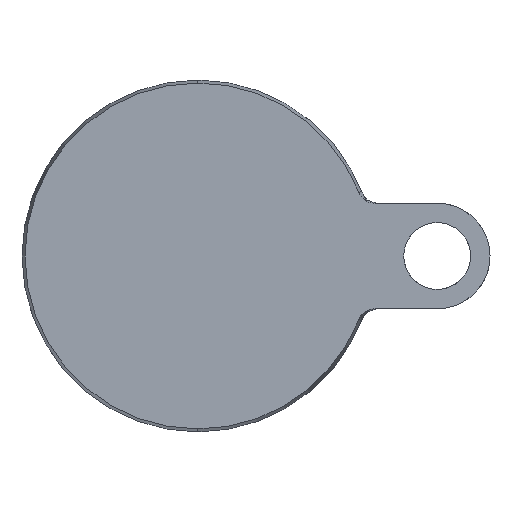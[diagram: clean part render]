
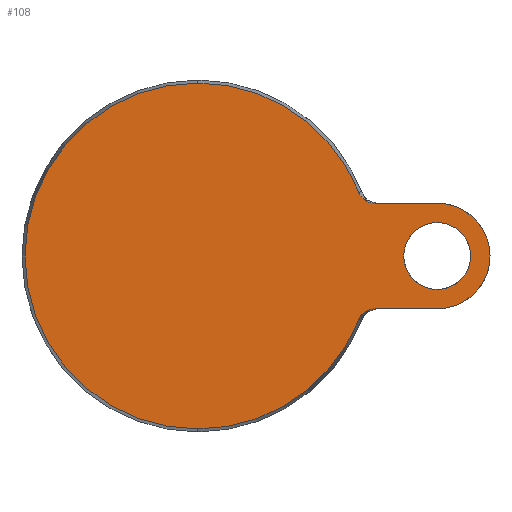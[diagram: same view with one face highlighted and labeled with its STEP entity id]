
A CAD part, front view. The second image highlights one B-rep face of the part: STEP entity #108.
In plain terms, the highlighted planar face has unit normal (0, -1, 0).
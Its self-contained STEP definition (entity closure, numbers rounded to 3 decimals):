
#5 = CARTESIAN_POINT ( 'NONE',  ( 50.366, 0., 15. ) ) ;
#9 = EDGE_CURVE ( 'NONE', #908, #777, #290, .T. ) ;
#25 = AXIS2_PLACEMENT_3D ( 'NONE', #129, #350, #993 ) ;
#44 = ORIENTED_EDGE ( 'NONE', *, *, #278, .F. ) ;
#53 = DIRECTION ( 'NONE',  ( 0., -1., 0. ) ) ;
#67 = CARTESIAN_POINT ( 'NONE',  ( 46.108, 0., 17.258 ) ) ;
#76 = DIRECTION ( 'NONE',  ( 0., 0., -1. ) ) ;
#93 = CARTESIAN_POINT ( 'NONE',  ( 68., 0., 15. ) ) ;
#108 = ADVANCED_FACE ( 'NONE', ( #643, #841 ), #247, .F. ) ;
#119 = CARTESIAN_POINT ( 'NONE',  ( 45.66, 0., 18.169 ) ) ;
#129 = CARTESIAN_POINT ( 'NONE',  ( 0., 0., 0. ) ) ;
#130 = EDGE_CURVE ( 'NONE', #317, #726, #606, .T. ) ;
#131 = CARTESIAN_POINT ( 'NONE',  ( 50.366, 0., -15. ) ) ;
#143 = CARTESIAN_POINT ( 'NONE',  ( 15., 0., 15. ) ) ;
#144 = CARTESIAN_POINT ( 'NONE',  ( 46.575, 0., -16.681 ) ) ;
#145 = AXIS2_PLACEMENT_3D ( 'NONE', #823, #489, #76 ) ;
#163 = VERTEX_POINT ( 'NONE', #267 ) ;
#170 = AXIS2_PLACEMENT_3D ( 'NONE', #585, #700, #301 ) ;
#177 = CARTESIAN_POINT ( 'NONE',  ( 49.86, 0., 15. ) ) ;
#184 = CARTESIAN_POINT ( 'NONE',  ( 49.366, 0., 15.074 ) ) ;
#215 = DIRECTION ( 'NONE',  ( -1., 0., 0. ) ) ;
#218 = EDGE_CURVE ( 'NONE', #560, #1052, #994, .T. ) ;
#220 = DIRECTION ( 'NONE',  ( 0., 0., -1. ) ) ;
#232 = DIRECTION ( 'NONE',  ( 0., 0., 1. ) ) ;
#236 = CARTESIAN_POINT ( 'NONE',  ( 48.637, 0., -15.295 ) ) ;
#244 = CARTESIAN_POINT ( 'NONE',  ( 47.314, 0., -16.005 ) ) ;
#247 = PLANE ( 'NONE',  #491 ) ;
#267 = CARTESIAN_POINT ( 'NONE',  ( 50.366, 0., -15. ) ) ;
#278 = EDGE_CURVE ( 'NONE', #1052, #163, #1072, .T. ) ;
#290 = CIRCLE ( 'NONE', #1190, 49.143 ) ;
#301 = DIRECTION ( 'NONE',  ( 0., 0., 1. ) ) ;
#317 = VERTEX_POINT ( 'NONE', #5 ) ;
#320 = CARTESIAN_POINT ( 'NONE',  ( 15., 0., -15. ) ) ;
#332 = CARTESIAN_POINT ( 'NONE',  ( 0., 0., 49.143 ) ) ;
#350 = DIRECTION ( 'NONE',  ( 0., -1., 0. ) ) ;
#354 = EDGE_CURVE ( 'NONE', #1247, #364, #628, .T. ) ;
#364 = VERTEX_POINT ( 'NONE', #1297 ) ;
#371 = CARTESIAN_POINT ( 'NONE',  ( 49.116, 0., -15.149 ) ) ;
#386 = CARTESIAN_POINT ( 'NONE',  ( 47.322, 0., 16. ) ) ;
#400 = VERTEX_POINT ( 'NONE', #332 ) ;
#411 = ORIENTED_EDGE ( 'NONE', *, *, #1330, .T. ) ;
#429 = EDGE_LOOP ( 'NONE', ( #1308, #450, #1101, #1087, #885, #979, #44, #756 ) ) ;
#439 = EDGE_CURVE ( 'NONE', #726, #400, #556, .T. ) ;
#450 = ORIENTED_EDGE ( 'NONE', *, *, #130, .T. ) ;
#454 = CARTESIAN_POINT ( 'NONE',  ( 47.73, 0., -15.726 ) ) ;
#469 = CARTESIAN_POINT ( 'NONE',  ( 47.952, 0., -15.6 ) ) ;
#470 = AXIS2_PLACEMENT_3D ( 'NONE', #1164, #854, #220 ) ;
#486 = EDGE_LOOP ( 'NONE', ( #596, #411 ) ) ;
#488 = CARTESIAN_POINT ( 'NONE',  ( 45.66, 0., 18.169 ) ) ;
#489 = DIRECTION ( 'NONE',  ( 0., -1., 0. ) ) ;
#491 = AXIS2_PLACEMENT_3D ( 'NONE', #771, #915, #796 ) ;
#556 = CIRCLE ( 'NONE', #25, 49.143 ) ;
#558 = CARTESIAN_POINT ( 'NONE',  ( 49.862, 0., -15.019 ) ) ;
#560 = VERTEX_POINT ( 'NONE', #93 ) ;
#564 = CARTESIAN_POINT ( 'NONE',  ( 47.118, 0., -16.16 ) ) ;
#585 = CARTESIAN_POINT ( 'NONE',  ( 68., 0., 0. ) ) ;
#596 = ORIENTED_EDGE ( 'NONE', *, *, #354, .T. ) ;
#598 = CARTESIAN_POINT ( 'NONE',  ( 48.407, 0., 15.384 ) ) ;
#606 = B_SPLINE_CURVE_WITH_KNOTS ( 'NONE', 3,
 ( #1243, #177, #184, #729, #598, #925, #708, #386, #1023, #822, #1157, #67, #1252, #488 ),
 .UNSPECIFIED., .F., .F.,
 ( 4, 2, 2, 2, 2, 2, 4 ),
 ( 0., 0.001, 0.002, 0.003, 0.004, 0.004, 0.006 ),
 .UNSPECIFIED. ) ;
#617 = CARTESIAN_POINT ( 'NONE',  ( 68., 0., -15. ) ) ;
#628 = CIRCLE ( 'NONE', #972, 9.5 ) ;
#643 = FACE_OUTER_BOUND ( 'NONE', #429, .T. ) ;
#700 = DIRECTION ( 'NONE',  ( 0., 1., 0. ) ) ;
#702 = CARTESIAN_POINT ( 'NONE',  ( 48.405, 0., -15.385 ) ) ;
#708 = CARTESIAN_POINT ( 'NONE',  ( 47.738, 0., 15.721 ) ) ;
#726 = VERTEX_POINT ( 'NONE', #119 ) ;
#727 = VECTOR ( 'NONE', #215, 1000. ) ;
#729 = CARTESIAN_POINT ( 'NONE',  ( 48.644, 0., 15.292 ) ) ;
#756 = ORIENTED_EDGE ( 'NONE', *, *, #218, .F. ) ;
#771 = CARTESIAN_POINT ( 'NONE',  ( -49.143, 0., 0. ) ) ;
#777 = VERTEX_POINT ( 'NONE', #1025 ) ;
#779 = LINE ( 'NONE', #143, #939 ) ;
#788 = CARTESIAN_POINT ( 'NONE',  ( 45.848, 0., -17.699 ) ) ;
#796 = DIRECTION ( 'NONE',  ( 0., 0., 1. ) ) ;
#821 = EDGE_CURVE ( 'NONE', #777, #163, #1356, .T. ) ;
#822 = CARTESIAN_POINT ( 'NONE',  ( 46.751, 0., 16.495 ) ) ;
#823 = CARTESIAN_POINT ( 'NONE',  ( 0., 0., 0. ) ) ;
#841 = FACE_BOUND ( 'NONE', #486, .T. ) ;
#854 = DIRECTION ( 'NONE',  ( 0., 1., 0. ) ) ;
#875 = CARTESIAN_POINT ( 'NONE',  ( 68., 0., 0. ) ) ;
#885 = ORIENTED_EDGE ( 'NONE', *, *, #9, .T. ) ;
#905 = CARTESIAN_POINT ( 'NONE',  ( 45.66, 0., -18.169 ) ) ;
#908 = VERTEX_POINT ( 'NONE', #1347 ) ;
#915 = DIRECTION ( 'NONE',  ( 0., 1., 0. ) ) ;
#925 = CARTESIAN_POINT ( 'NONE',  ( 47.955, 0., 15.598 ) ) ;
#939 = VECTOR ( 'NONE', #1298, 1000. ) ;
#972 = AXIS2_PLACEMENT_3D ( 'NONE', #875, #980, #232 ) ;
#979 = ORIENTED_EDGE ( 'NONE', *, *, #821, .T. ) ;
#980 = DIRECTION ( 'NONE',  ( 0., 1., 0. ) ) ;
#993 = DIRECTION ( 'NONE',  ( 0., 0., -1. ) ) ;
#994 = CIRCLE ( 'NONE', #470, 15. ) ;
#1019 = CARTESIAN_POINT ( 'NONE',  ( 46.1, 0., -17.269 ) ) ;
#1023 = CARTESIAN_POINT ( 'NONE',  ( 47.122, 0., 16.157 ) ) ;
#1025 = CARTESIAN_POINT ( 'NONE',  ( 45.66, 0., -18.169 ) ) ;
#1029 = CIRCLE ( 'NONE', #145, 49.143 ) ;
#1052 = VERTEX_POINT ( 'NONE', #617 ) ;
#1072 = LINE ( 'NONE', #320, #727 ) ;
#1087 = ORIENTED_EDGE ( 'NONE', *, *, #1353, .T. ) ;
#1101 = ORIENTED_EDGE ( 'NONE', *, *, #439, .T. ) ;
#1115 = CARTESIAN_POINT ( 'NONE',  ( 68., 0., -9.5 ) ) ;
#1126 = CARTESIAN_POINT ( 'NONE',  ( 0., 0., 0. ) ) ;
#1143 = CIRCLE ( 'NONE', #170, 9.5 ) ;
#1157 = CARTESIAN_POINT ( 'NONE',  ( 46.58, 0., 16.677 ) ) ;
#1164 = CARTESIAN_POINT ( 'NONE',  ( 68., 0., 0. ) ) ;
#1190 = AXIS2_PLACEMENT_3D ( 'NONE', #1126, #53, #1323 ) ;
#1211 = CARTESIAN_POINT ( 'NONE',  ( 50.113, 0., -15. ) ) ;
#1219 = EDGE_CURVE ( 'NONE', #317, #560, #779, .T. ) ;
#1220 = CARTESIAN_POINT ( 'NONE',  ( 49.363, 0., -15.093 ) ) ;
#1243 = CARTESIAN_POINT ( 'NONE',  ( 50.366, 0., 15. ) ) ;
#1247 = VERTEX_POINT ( 'NONE', #1115 ) ;
#1252 = CARTESIAN_POINT ( 'NONE',  ( 45.848, 0., 17.699 ) ) ;
#1297 = CARTESIAN_POINT ( 'NONE',  ( 68., 0., 9.5 ) ) ;
#1298 = DIRECTION ( 'NONE',  ( 1., 0., 0. ) ) ;
#1308 = ORIENTED_EDGE ( 'NONE', *, *, #1219, .F. ) ;
#1319 = CARTESIAN_POINT ( 'NONE',  ( 46.749, 0., -16.497 ) ) ;
#1323 = DIRECTION ( 'NONE',  ( 0., 0., -1. ) ) ;
#1330 = EDGE_CURVE ( 'NONE', #364, #1247, #1143, .T. ) ;
#1347 = CARTESIAN_POINT ( 'NONE',  ( 0., 0., -49.143 ) ) ;
#1353 = EDGE_CURVE ( 'NONE', #400, #908, #1029, .T. ) ;
#1356 = B_SPLINE_CURVE_WITH_KNOTS ( 'NONE', 3,
 ( #905, #788, #1019, #144, #1319, #564, #244, #454, #469, #702, #236, #371, #1220, #558, #1211, #131 ),
 .UNSPECIFIED., .F., .F.,
 ( 4, 2, 2, 2, 2, 2, 2, 4 ),
 ( 0., 0.001, 0.002, 0.003, 0.004, 0.004, 0.005, 0.006 ),
 .UNSPECIFIED. ) ;
